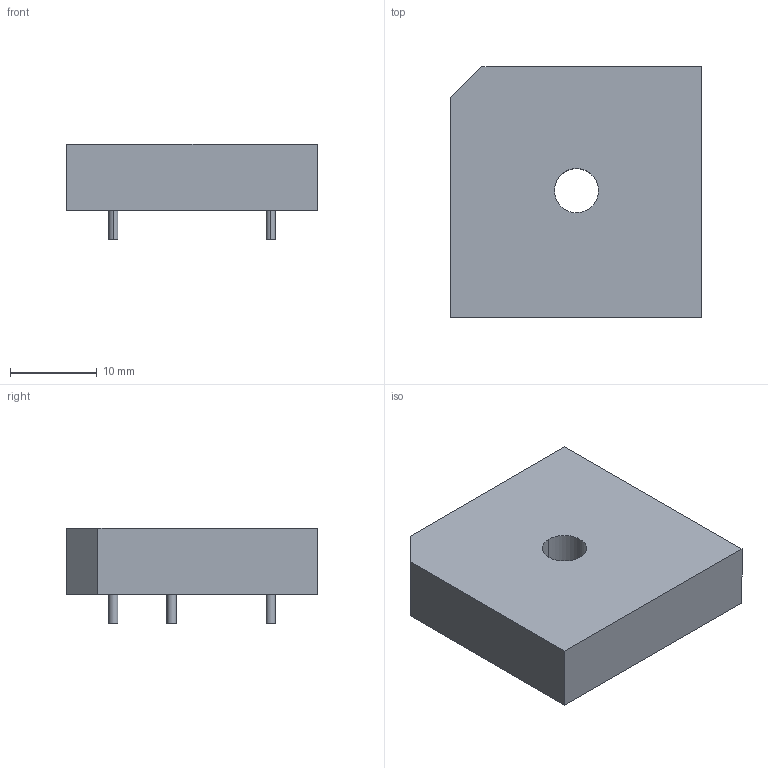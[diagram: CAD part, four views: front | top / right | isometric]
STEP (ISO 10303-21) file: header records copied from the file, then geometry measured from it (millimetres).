
FILE_DESCRIPTION((''),'2;1');
FILE_NAME('GBPC2506W.stp','2009-04-08T16:31:13',(''),(''),'Mechanical Desktop 2006','Mechanical Desktop 2006',', , ');
FILE_SCHEMA(('AUTOMOTIVE_DESIGN { 1 2 10303 214 0 1 1 1 }'));
Length unit declared in the file: millimetre
Products named in the file (1): Product
Bounding box: 28.8 x 28.8 x 11.02 mm (x, y, z)
Volume: 5887.9 mm3; surface area: 4076 mm2
Topology: 6 solids, 6 shells, 40 faces, 81 edges, 54 vertices
Faces by surface type: plane 28, cylinder 12
Entity records: 1111 total; most frequent: DIRECTION 187, CARTESIAN_POINT 176, ORIENTED_EDGE 162, EDGE_CURVE 81, AXIS2_PLACEMENT_3D 65, VECTOR 57, LINE 57, VERTEX_POINT 54
